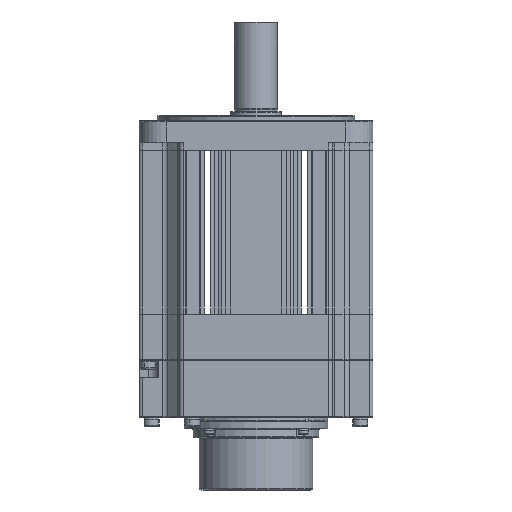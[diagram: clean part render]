
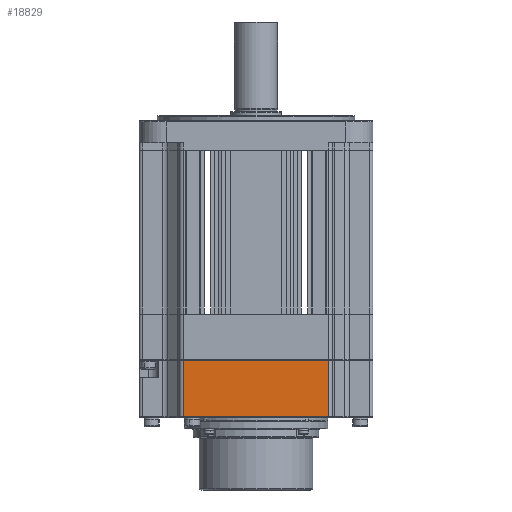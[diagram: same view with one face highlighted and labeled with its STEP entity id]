
A CAD part, front view. The second image highlights one B-rep face of the part: STEP entity #18829.
In plain terms, the highlighted planar face has unit normal (0, -1, 0).
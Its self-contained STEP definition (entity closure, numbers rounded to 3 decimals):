
#234 = DIRECTION ( 'NONE',  ( 1., 0., 0. ) ) ;
#1826 = EDGE_CURVE ( 'NONE', #43352, #11694, #21236, .T. ) ;
#6304 = LINE ( 'NONE', #43939, #14499 ) ;
#7402 = DIRECTION ( 'NONE',  ( 1., 0., 0. ) ) ;
#8297 = CARTESIAN_POINT ( 'NONE',  ( 39.742, -67.465, 6.6 ) ) ;
#9275 = PLANE ( 'NONE',  #38605 ) ;
#9542 = CARTESIAN_POINT ( 'NONE',  ( 39.742, -67.465, 38.1 ) ) ;
#11217 = EDGE_LOOP ( 'NONE', ( #32446, #32793, #37035, #16005 ) ) ;
#11694 = VERTEX_POINT ( 'NONE', #23581 ) ;
#14499 = VECTOR ( 'NONE', #26731, 1000. ) ;
#16005 = ORIENTED_EDGE ( 'NONE', *, *, #34404, .F. ) ;
#16297 = DIRECTION ( 'NONE',  ( 0., 1., 0. ) ) ;
#17601 = CARTESIAN_POINT ( 'NONE',  ( -43.258, -67.465, 38.1 ) ) ;
#18829 = ADVANCED_FACE ( 'NONE', ( #20434 ), #9275, .F. ) ;
#19052 = VECTOR ( 'NONE', #234, 1000. ) ;
#20112 = CARTESIAN_POINT ( 'NONE',  ( -41.258, -67.465, 38.1 ) ) ;
#20140 = LINE ( 'NONE', #17601, #19052 ) ;
#20164 = VECTOR ( 'NONE', #7402, 1000. ) ;
#20434 = FACE_OUTER_BOUND ( 'NONE', #11217, .T. ) ;
#21236 = LINE ( 'NONE', #8297, #20164 ) ;
#21347 = VECTOR ( 'NONE', #33749, 1000. ) ;
#22455 = LINE ( 'NONE', #9542, #21347 ) ;
#23581 = CARTESIAN_POINT ( 'NONE',  ( 39.742, -67.465, 6.6 ) ) ;
#24534 = VERTEX_POINT ( 'NONE', #20112 ) ;
#26731 = DIRECTION ( 'NONE',  ( 0., 0., -1. ) ) ;
#28546 = EDGE_CURVE ( 'NONE', #24534, #43352, #6304, .T. ) ;
#31284 = CARTESIAN_POINT ( 'NONE',  ( 39.742, -67.465, 38.1 ) ) ;
#32446 = ORIENTED_EDGE ( 'NONE', *, *, #28546, .T. ) ;
#32793 = ORIENTED_EDGE ( 'NONE', *, *, #1826, .T. ) ;
#32891 = EDGE_CURVE ( 'NONE', #11694, #35982, #22455, .T. ) ;
#33749 = DIRECTION ( 'NONE',  ( 0., 0., 1. ) ) ;
#34404 = EDGE_CURVE ( 'NONE', #24534, #35982, #20140, .T. ) ;
#35982 = VERTEX_POINT ( 'NONE', #31284 ) ;
#37035 = ORIENTED_EDGE ( 'NONE', *, *, #32891, .T. ) ;
#37104 = CARTESIAN_POINT ( 'NONE',  ( -43.258, -67.465, 38.1 ) ) ;
#38605 = AXIS2_PLACEMENT_3D ( 'NONE', #37104, #16297, #40546 ) ;
#40546 = DIRECTION ( 'NONE',  ( -1., 0., 0. ) ) ;
#43224 = CARTESIAN_POINT ( 'NONE',  ( -41.258, -67.465, 6.6 ) ) ;
#43352 = VERTEX_POINT ( 'NONE', #43224 ) ;
#43939 = CARTESIAN_POINT ( 'NONE',  ( -41.258, -67.465, 38.1 ) ) ;
